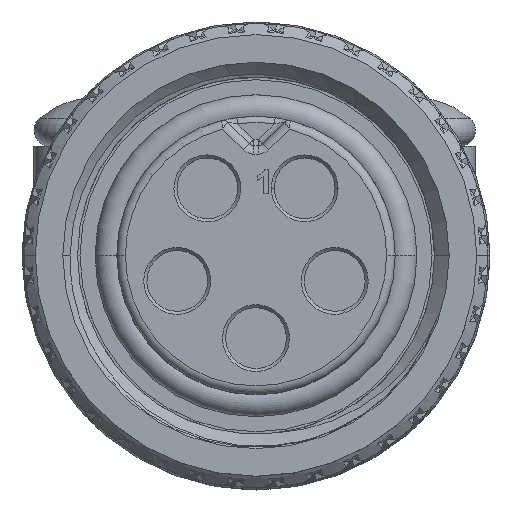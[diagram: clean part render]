
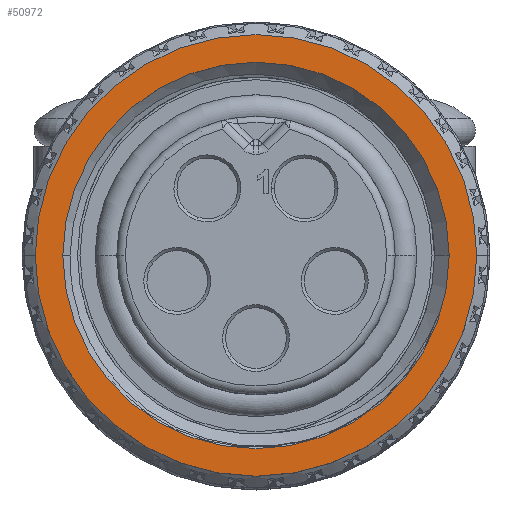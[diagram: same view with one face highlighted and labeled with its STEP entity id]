
A CAD part, top view. The second image highlights one B-rep face of the part: STEP entity #50972.
In plain terms, the highlighted planar face has unit normal (0, 0, 1).
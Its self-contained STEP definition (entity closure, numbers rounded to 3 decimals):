
#367 = EDGE_CURVE ( 'NONE', #41023, #28566, #8739, .T. ) ;
#1766 = AXIS2_PLACEMENT_3D ( 'NONE', #25532, #2344, #9728 ) ;
#2344 = DIRECTION ( 'NONE',  ( 0., 0., 1. ) ) ;
#8664 = AXIS2_PLACEMENT_3D ( 'NONE', #9614, #74800, #19072 ) ;
#8739 = CIRCLE ( 'NONE', #8664, 9.144 ) ;
#9614 = CARTESIAN_POINT ( 'NONE',  ( 0., 0., -2.54 ) ) ;
#9728 = DIRECTION ( 'NONE',  ( -1., 0., 0. ) ) ;
#9908 = CARTESIAN_POINT ( 'NONE',  ( -8.001, 0., -2.54 ) ) ;
#10050 = ORIENTED_EDGE ( 'NONE', *, *, #367, .T. ) ;
#19072 = DIRECTION ( 'NONE',  ( -1., 0., 0. ) ) ;
#19086 = VERTEX_POINT ( 'NONE', #9908 ) ;
#21670 = DIRECTION ( 'NONE',  ( -1., 0., 0. ) ) ;
#22184 = CARTESIAN_POINT ( 'NONE',  ( 0., 0., -2.54 ) ) ;
#24239 = PLANE ( 'NONE',  #65670 ) ;
#25292 = CARTESIAN_POINT ( 'NONE',  ( 0., -8.001, -2.54 ) ) ;
#25532 = CARTESIAN_POINT ( 'NONE',  ( 0., 0., -2.54 ) ) ;
#26753 = CIRCLE ( 'NONE', #67045, 8.001 ) ;
#28566 = VERTEX_POINT ( 'NONE', #80993 ) ;
#32099 = DIRECTION ( 'NONE',  ( 0., 0., 1. ) ) ;
#37275 = CARTESIAN_POINT ( 'NONE',  ( 0., 0., -2.54 ) ) ;
#41023 = VERTEX_POINT ( 'NONE', #93293 ) ;
#48114 = EDGE_CURVE ( 'NONE', #56638, #19086, #72262, .T. ) ;
#49211 = ORIENTED_EDGE ( 'NONE', *, *, #65055, .F. ) ;
#50972 = ADVANCED_FACE ( 'NONE', ( #55828, #87348 ), #24239, .T. ) ;
#53775 = DIRECTION ( 'NONE',  ( 0., 0., 1. ) ) ;
#54118 = DIRECTION ( 'NONE',  ( 0., 0., 1. ) ) ;
#55828 = FACE_OUTER_BOUND ( 'NONE', #86657, .T. ) ;
#56638 = VERTEX_POINT ( 'NONE', #70529 ) ;
#57397 = DIRECTION ( 'NONE',  ( -1., 0., 0. ) ) ;
#65055 = EDGE_CURVE ( 'NONE', #19086, #56638, #26753, .T. ) ;
#65670 = AXIS2_PLACEMENT_3D ( 'NONE', #25292, #32099, #57397 ) ;
#67045 = AXIS2_PLACEMENT_3D ( 'NONE', #22184, #53775, #21670 ) ;
#69044 = EDGE_CURVE ( 'NONE', #28566, #41023, #73876, .T. ) ;
#70529 = CARTESIAN_POINT ( 'NONE',  ( 8.001, 0., -2.54 ) ) ;
#72111 = ORIENTED_EDGE ( 'NONE', *, *, #48114, .F. ) ;
#72262 = CIRCLE ( 'NONE', #1766, 8.001 ) ;
#73876 = CIRCLE ( 'NONE', #83962, 9.144 ) ;
#74800 = DIRECTION ( 'NONE',  ( 0., 0., 1. ) ) ;
#80993 = CARTESIAN_POINT ( 'NONE',  ( -9.144, 0., -2.54 ) ) ;
#83962 = AXIS2_PLACEMENT_3D ( 'NONE', #37275, #54118, #86166 ) ;
#86166 = DIRECTION ( 'NONE',  ( -1., 0., 0. ) ) ;
#86657 = EDGE_LOOP ( 'NONE', ( #100521, #10050 ) ) ;
#87348 = FACE_BOUND ( 'NONE', #94352, .T. ) ;
#93293 = CARTESIAN_POINT ( 'NONE',  ( 9.144, 0., -2.54 ) ) ;
#94352 = EDGE_LOOP ( 'NONE', ( #49211, #72111 ) ) ;
#100521 = ORIENTED_EDGE ( 'NONE', *, *, #69044, .T. ) ;
